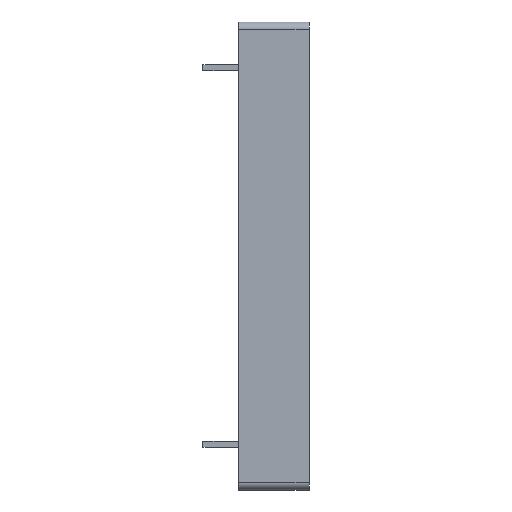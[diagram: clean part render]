
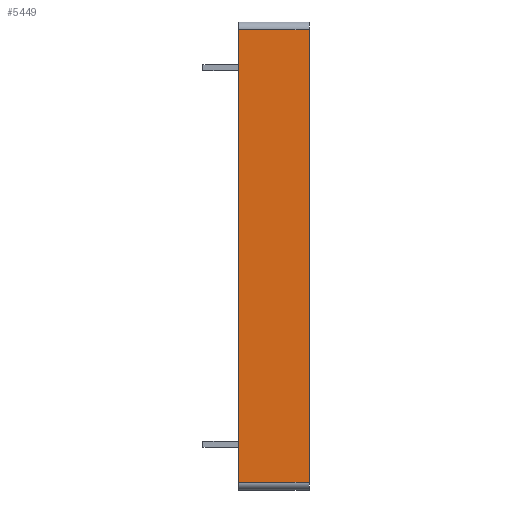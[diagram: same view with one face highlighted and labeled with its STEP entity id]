
A CAD part, left-side view. The second image highlights one B-rep face of the part: STEP entity #5449.
In plain terms, the highlighted planar face has unit normal (-1, 0, 0).
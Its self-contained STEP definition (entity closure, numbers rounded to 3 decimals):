
#119 = CARTESIAN_POINT ( 'NONE',  ( -150., 45., -145. ) ) ;
#277 = CARTESIAN_POINT ( 'NONE',  ( -150., 45., -145. ) ) ;
#687 = EDGE_CURVE ( 'NONE', #1609, #4297, #1490, .T. ) ;
#702 = VECTOR ( 'NONE', #2116, 1000. ) ;
#1000 = LINE ( 'NONE', #277, #4046 ) ;
#1023 = CARTESIAN_POINT ( 'NONE',  ( -150., 0., -145. ) ) ;
#1074 = CARTESIAN_POINT ( 'NONE',  ( -150., 0., 0. ) ) ;
#1256 = ORIENTED_EDGE ( 'NONE', *, *, #2307, .F. ) ;
#1400 = VECTOR ( 'NONE', #3283, 1000. ) ;
#1490 = LINE ( 'NONE', #1074, #702 ) ;
#1533 = DIRECTION ( 'NONE',  ( 0., 0., 1. ) ) ;
#1609 = VERTEX_POINT ( 'NONE', #1900 ) ;
#1622 = DIRECTION ( 'NONE',  ( 0., -1., 0. ) ) ;
#1781 = VERTEX_POINT ( 'NONE', #2803 ) ;
#1806 = ORIENTED_EDGE ( 'NONE', *, *, #687, .F. ) ;
#1900 = CARTESIAN_POINT ( 'NONE',  ( -150., 0., 145. ) ) ;
#2116 = DIRECTION ( 'NONE',  ( 0., 0., -1. ) ) ;
#2307 = EDGE_CURVE ( 'NONE', #1781, #1609, #4171, .T. ) ;
#2372 = FACE_OUTER_BOUND ( 'NONE', #3431, .T. ) ;
#2803 = CARTESIAN_POINT ( 'NONE',  ( -150., 45., 145. ) ) ;
#2824 = CARTESIAN_POINT ( 'NONE',  ( -150., 45., 0. ) ) ;
#3222 = VECTOR ( 'NONE', #1622, 1000. ) ;
#3283 = DIRECTION ( 'NONE',  ( 0., 0., -1. ) ) ;
#3431 = EDGE_LOOP ( 'NONE', ( #1806, #1256, #4748, #5557 ) ) ;
#4027 = PLANE ( 'NONE',  #4499 ) ;
#4046 = VECTOR ( 'NONE', #5396, 1000. ) ;
#4155 = CARTESIAN_POINT ( 'NONE',  ( -150., 45., 0. ) ) ;
#4171 = LINE ( 'NONE', #5530, #3222 ) ;
#4237 = VERTEX_POINT ( 'NONE', #119 ) ;
#4297 = VERTEX_POINT ( 'NONE', #1023 ) ;
#4333 = EDGE_CURVE ( 'NONE', #1781, #4237, #4548, .T. ) ;
#4478 = DIRECTION ( 'NONE',  ( -1., 0., 0. ) ) ;
#4499 = AXIS2_PLACEMENT_3D ( 'NONE', #2824, #4478, #1533 ) ;
#4548 = LINE ( 'NONE', #4155, #1400 ) ;
#4748 = ORIENTED_EDGE ( 'NONE', *, *, #4333, .T. ) ;
#5100 = EDGE_CURVE ( 'NONE', #4237, #4297, #1000, .T. ) ;
#5396 = DIRECTION ( 'NONE',  ( 0., -1., 0. ) ) ;
#5449 = ADVANCED_FACE ( 'NONE', ( #2372 ), #4027, .T. ) ;
#5530 = CARTESIAN_POINT ( 'NONE',  ( -150., 45., 145. ) ) ;
#5557 = ORIENTED_EDGE ( 'NONE', *, *, #5100, .T. ) ;
